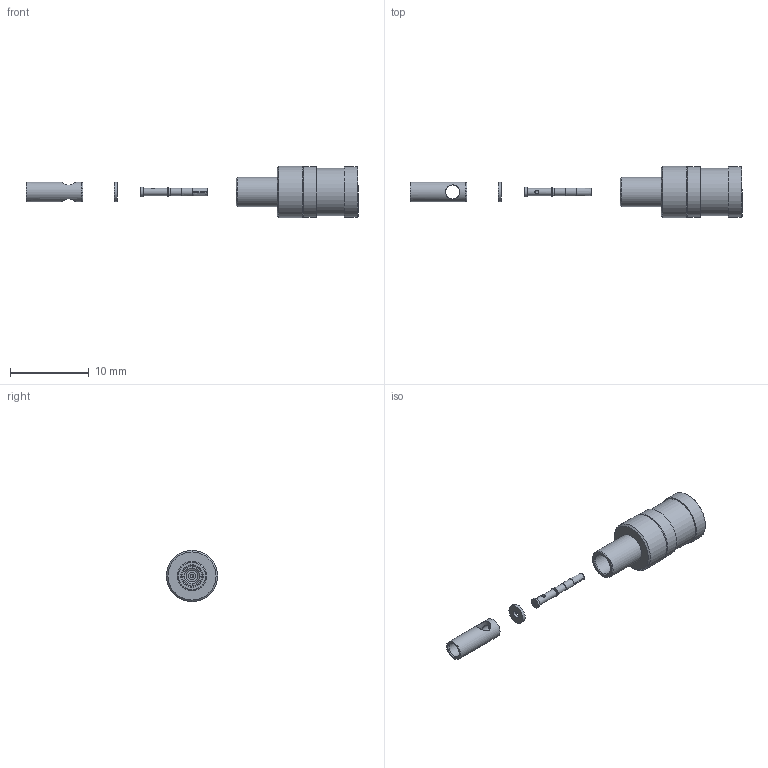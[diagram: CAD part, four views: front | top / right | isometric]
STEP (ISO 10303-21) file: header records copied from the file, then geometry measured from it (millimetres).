
FILE_DESCRIPTION(/* description */ ('Unknown'),/* implementation_level */ '2;1');
FILE_NAME(/* name */ '61646021110420',/* time_stamp */ '2020-01-20T14:09:36+01:00',/* author */ ('Unknown'),/* organization */ ('Unknown'),/* preprocessor_version */ 'ST-DEVELOPER v16.7',/* originating_system */ 'DEX',/* authorisation */ $);
FILE_SCHEMA (('AUTOMOTIVE_DESIGN {1 0 10303 214 3 1 1}'));
Length unit declared in the file: millimetre
Products named in the file (1): 61646021110420
Bounding box: 42.15 x 6.5 x 6.5 mm (x, y, z)
Volume: 555.8 mm3; surface area: 1793.6 mm2
Topology: 10 solids, 10 shells, 460 faces, 1380 edges, 908 vertices
Faces by surface type: plane 266, cylinder 114, cone 80
Full cylindrical faces by diameter (mm): 0.4 x2, 0.5 x2, 0.55 x2, 0.9 x2, 0.94 x4, 0.96 x2, 1 x2, 1.08 x2, 1.25 x2, 1.3 x2, 1.5 x4, 1.8 x2, 1.9 x2, 2 x2, 2.5 x4, 2.6 x2, 2.7 x2, 2.9 x2, 3.7 x2, 3.72 x2, 4.44 x2, 4.46 x2, 5.06 x2, 5.2 x4, 5.4 x2, 6.02 x2, 6.35 x4, 6.5 x2
Entity records: 17873 total; most frequent: CARTESIAN_POINT 3309, ORIENTED_EDGE 2464, DIRECTION 2394, EDGE_CURVE 1232, AXIS2_PLACEMENT_3D 915, VERTEX_POINT 868, FACE_BOUND 676, EDGE_LOOP 672
